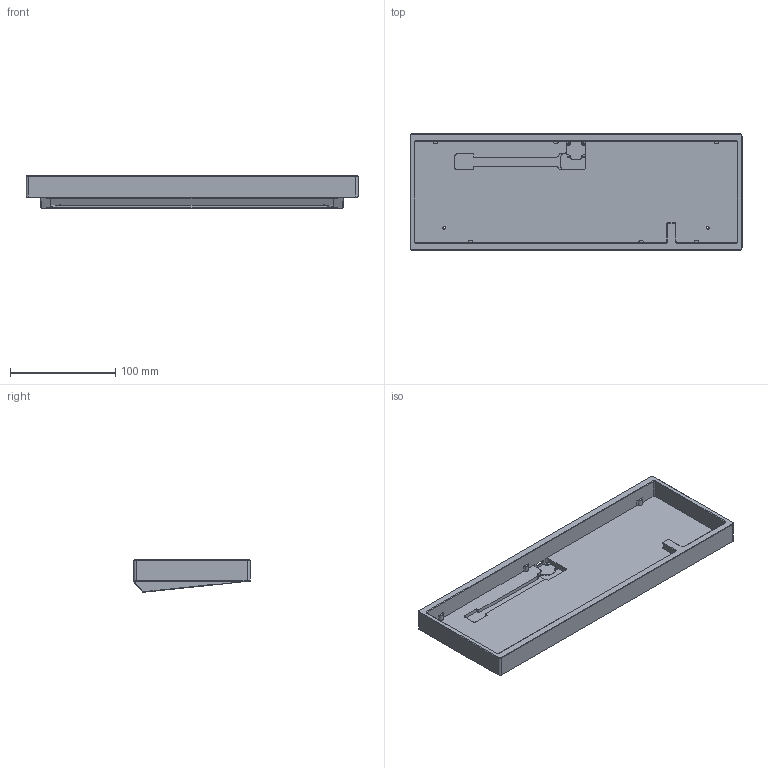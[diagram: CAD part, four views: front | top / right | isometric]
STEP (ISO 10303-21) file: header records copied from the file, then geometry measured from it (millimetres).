
FILE_DESCRIPTION(/* description */ (''),/* implementation_level */ '2;1');
FILE_NAME(/* name */ 'case-v1-final.step',/* time_stamp */ '2023-06-13T23:43:16-05:00',/* author */ (''),/* organization */ (''),/* preprocessor_version */ 'ST-DEVELOPER v19.2',/* originating_system */ 'Autodesk Translation Framework v12.6.0.85',/* authorisation */ '');
FILE_SCHEMA (('AUTOMOTIVE_DESIGN { 1 0 10303 214 3 1 1 }'));
Length unit declared in the file: millimetre
Products named in the file (1): case-v4
Bounding box: 314.75 x 110.2 x 30.93 mm (x, y, z)
Volume: 301474.1 mm3; surface area: 106548.9 mm2
Topology: 1 solids, 1 shells, 201 faces, 534 edges, 343 vertices
Faces by surface type: plane 101, cylinder 78, cone 18, bspline 4
Full cylindrical faces by diameter (mm): 1.6 x4, 2.529 x4, 8.3 x4
Entity records: 6360 total; most frequent: CARTESIAN_POINT 1210, DIRECTION 1087, ORIENTED_EDGE 1060, EDGE_CURVE 530, AXIS2_PLACEMENT_3D 371, LINE 345, VECTOR 345, VERTEX_POINT 343
